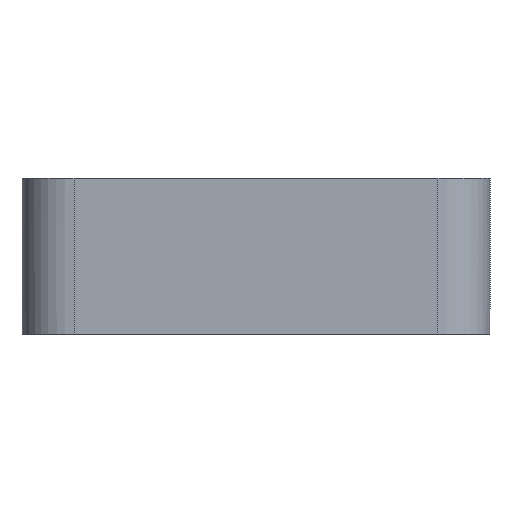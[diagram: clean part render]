
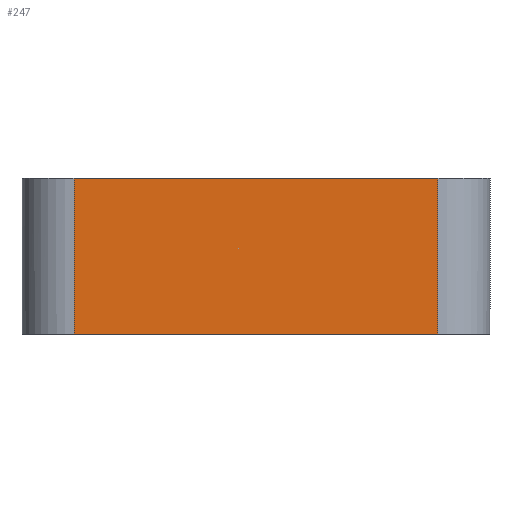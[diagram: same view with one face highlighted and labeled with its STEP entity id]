
A CAD part, left-side view. The second image highlights one B-rep face of the part: STEP entity #247.
In plain terms, the highlighted planar face has unit normal (-1, 0, 0).
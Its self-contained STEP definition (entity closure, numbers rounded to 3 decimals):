
#6 = VECTOR ( 'NONE', #80, 1000. ) ;
#7 = DIRECTION ( 'NONE',  ( 0., 1., 0. ) ) ;
#40 = FACE_OUTER_BOUND ( 'NONE', #241, .T. ) ;
#68 = VERTEX_POINT ( 'NONE', #209 ) ;
#69 = CARTESIAN_POINT ( 'NONE',  ( -60., 35., -5. ) ) ;
#72 = VERTEX_POINT ( 'NONE', #417 ) ;
#80 = DIRECTION ( 'NONE',  ( 0., 0., -1. ) ) ;
#90 = VECTOR ( 'NONE', #7, 1000. ) ;
#108 = LINE ( 'NONE', #762, #331 ) ;
#112 = EDGE_CURVE ( 'NONE', #471, #674, #152, .T. ) ;
#152 = LINE ( 'NONE', #422, #6 ) ;
#180 = ORIENTED_EDGE ( 'NONE', *, *, #603, .F. ) ;
#209 = CARTESIAN_POINT ( 'NONE',  ( -60., -35., 25. ) ) ;
#241 = EDGE_LOOP ( 'NONE', ( #615, #705, #180, #521 ) ) ;
#247 = ADVANCED_FACE ( 'NONE', ( #40 ), #635, .F. ) ;
#281 = AXIS2_PLACEMENT_3D ( 'NONE', #375, #446, #695 ) ;
#282 = CARTESIAN_POINT ( 'NONE',  ( -60., -35., -5. ) ) ;
#331 = VECTOR ( 'NONE', #440, 1000. ) ;
#375 = CARTESIAN_POINT ( 'NONE',  ( -60., 35., 25. ) ) ;
#402 = VECTOR ( 'NONE', #575, 1000. ) ;
#413 = LINE ( 'NONE', #282, #90 ) ;
#417 = CARTESIAN_POINT ( 'NONE',  ( -60., -35., -5. ) ) ;
#422 = CARTESIAN_POINT ( 'NONE',  ( -60., 35., 25. ) ) ;
#424 = EDGE_CURVE ( 'NONE', #72, #674, #413, .T. ) ;
#440 = DIRECTION ( 'NONE',  ( 0., 0., -1. ) ) ;
#446 = DIRECTION ( 'NONE',  ( 1., 0., 0. ) ) ;
#448 = LINE ( 'NONE', #513, #402 ) ;
#471 = VERTEX_POINT ( 'NONE', #474 ) ;
#474 = CARTESIAN_POINT ( 'NONE',  ( -60., 35., 25. ) ) ;
#513 = CARTESIAN_POINT ( 'NONE',  ( -60., 35., 25. ) ) ;
#521 = ORIENTED_EDGE ( 'NONE', *, *, #579, .F. ) ;
#575 = DIRECTION ( 'NONE',  ( 0., -1., 0. ) ) ;
#579 = EDGE_CURVE ( 'NONE', #471, #68, #448, .T. ) ;
#603 = EDGE_CURVE ( 'NONE', #68, #72, #108, .T. ) ;
#615 = ORIENTED_EDGE ( 'NONE', *, *, #112, .T. ) ;
#635 = PLANE ( 'NONE',  #281 ) ;
#674 = VERTEX_POINT ( 'NONE', #69 ) ;
#695 = DIRECTION ( 'NONE',  ( 0., 1., 0. ) ) ;
#705 = ORIENTED_EDGE ( 'NONE', *, *, #424, .F. ) ;
#762 = CARTESIAN_POINT ( 'NONE',  ( -60., -35., 25. ) ) ;
